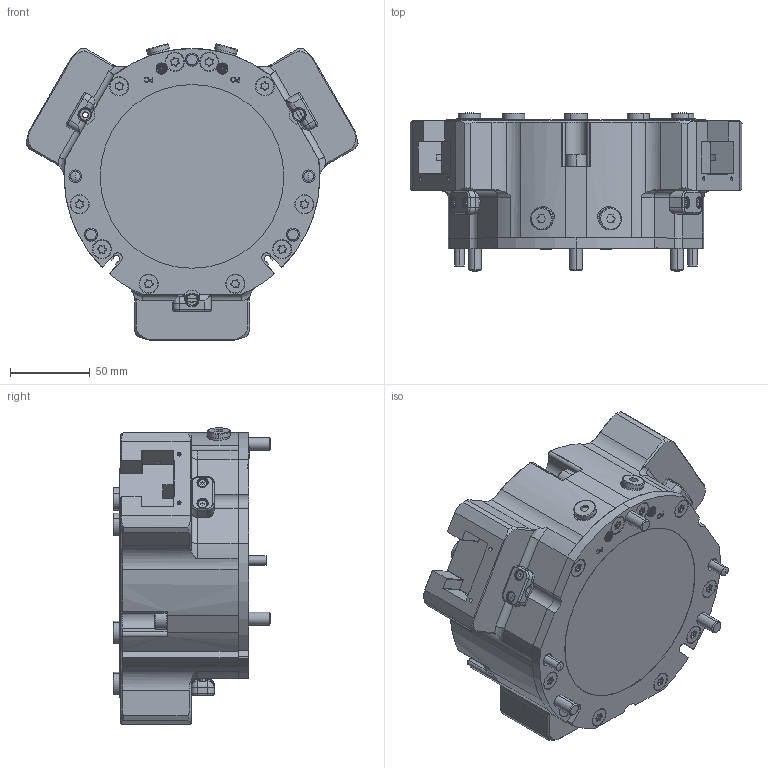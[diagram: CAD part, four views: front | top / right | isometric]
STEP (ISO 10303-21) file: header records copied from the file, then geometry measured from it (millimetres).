
FILE_DESCRIPTION (( 'STEP AP214' ), '1' );
FILE_NAME ('ASUTEC_ASGZ-160.STEP', '2022-07-19T09:40:26', ( '' ), ( '' ), 'SwSTEP 2.0', 'SolidWorks 2020', '' );
FILE_SCHEMA (( 'AUTOMOTIVE_DESIGN' ));
Length unit declared in the file: millimetre
Products named in the file (1): ASUTEC_ASGZ-160
Bounding box: 207.81 x 98.75 x 185.43 mm (x, y, z)
Volume: 1690394.1 mm3; surface area: 259368.2 mm2
Topology: 8 solids, 47 shells, 3135 faces, 7949 edges, 5003 vertices
Faces by surface type: plane 1115, cylinder 999, cone 526, bspline 483, torus 12
Entity records: 147404 total; most frequent: CARTESIAN_POINT 40581, ORIENTED_EDGE 15676, DIRECTION 14561, EDGE_CURVE 7838, AXIS2_PLACEMENT_3D 5254, VERTEX_POINT 5003, LINE 4053, VECTOR 4053
